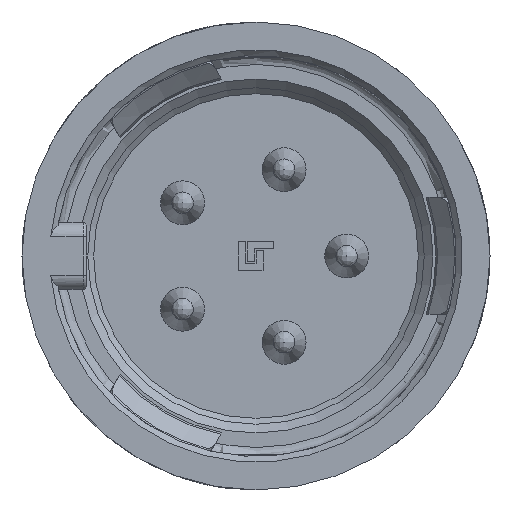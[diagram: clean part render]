
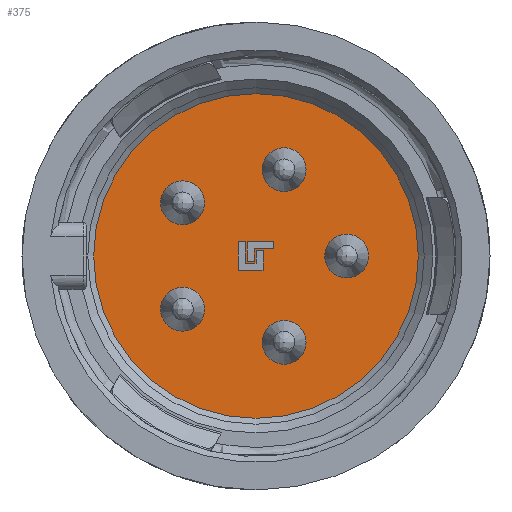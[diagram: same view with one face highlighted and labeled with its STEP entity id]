
A CAD part, left-side view. The second image highlights one B-rep face of the part: STEP entity #375.
In plain terms, the highlighted planar face has unit normal (-1, 0, 0).
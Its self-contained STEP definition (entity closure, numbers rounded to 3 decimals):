
#207=FACE_BOUND('',#806,.T.);
#208=FACE_BOUND('',#807,.T.);
#209=FACE_BOUND('',#808,.T.);
#210=FACE_BOUND('',#809,.T.);
#211=FACE_BOUND('',#810,.T.);
#212=FACE_BOUND('',#811,.T.);
#213=FACE_BOUND('',#812,.T.);
#214=FACE_BOUND('',#813,.T.);
#312=PLANE('',#3344);
#375=ADVANCED_FACE('',(#207,#208,#209,#210,#211,#212,#213,#214),#312,.F.);
#806=EDGE_LOOP('',(#1474));
#807=EDGE_LOOP('',(#1475));
#808=EDGE_LOOP('',(#1476));
#809=EDGE_LOOP('',(#1477));
#810=EDGE_LOOP('',(#1478));
#811=EDGE_LOOP('',(#1479,#1480,#1481,#1482,#1483,#1484));
#812=EDGE_LOOP('',(#1485,#1486,#1487,#1488,#1489,#1490,#1491,#1492));
#813=EDGE_LOOP('',(#1493));
#1194=CIRCLE('',#3338,0.75);
#1195=CIRCLE('',#3339,0.75);
#1196=CIRCLE('',#3340,0.75);
#1197=CIRCLE('',#3341,0.75);
#1198=CIRCLE('',#3342,0.75);
#1199=CIRCLE('',#3343,5.55);
#1474=ORIENTED_EDGE('',*,*,#2654,.T.);
#1475=ORIENTED_EDGE('',*,*,#2655,.T.);
#1476=ORIENTED_EDGE('',*,*,#2656,.T.);
#1477=ORIENTED_EDGE('',*,*,#2657,.T.);
#1478=ORIENTED_EDGE('',*,*,#2658,.T.);
#1479=ORIENTED_EDGE('',*,*,#2659,.T.);
#1480=ORIENTED_EDGE('',*,*,#2660,.T.);
#1481=ORIENTED_EDGE('',*,*,#2661,.T.);
#1482=ORIENTED_EDGE('',*,*,#2662,.T.);
#1483=ORIENTED_EDGE('',*,*,#2663,.T.);
#1484=ORIENTED_EDGE('',*,*,#2664,.T.);
#1485=ORIENTED_EDGE('',*,*,#2665,.T.);
#1486=ORIENTED_EDGE('',*,*,#2666,.T.);
#1487=ORIENTED_EDGE('',*,*,#2667,.T.);
#1488=ORIENTED_EDGE('',*,*,#2668,.T.);
#1489=ORIENTED_EDGE('',*,*,#2669,.T.);
#1490=ORIENTED_EDGE('',*,*,#2670,.T.);
#1491=ORIENTED_EDGE('',*,*,#2671,.T.);
#1492=ORIENTED_EDGE('',*,*,#2672,.T.);
#1493=ORIENTED_EDGE('',*,*,#2673,.T.);
#2357=VERTEX_POINT('',#5367);
#2358=VERTEX_POINT('',#5369);
#2359=VERTEX_POINT('',#5371);
#2360=VERTEX_POINT('',#5373);
#2361=VERTEX_POINT('',#5375);
#2362=VERTEX_POINT('',#5377);
#2363=VERTEX_POINT('',#5378);
#2364=VERTEX_POINT('',#5380);
#2365=VERTEX_POINT('',#5382);
#2366=VERTEX_POINT('',#5384);
#2367=VERTEX_POINT('',#5386);
#2368=VERTEX_POINT('',#5389);
#2369=VERTEX_POINT('',#5390);
#2370=VERTEX_POINT('',#5392);
#2371=VERTEX_POINT('',#5394);
#2372=VERTEX_POINT('',#5396);
#2373=VERTEX_POINT('',#5398);
#2374=VERTEX_POINT('',#5400);
#2375=VERTEX_POINT('',#5402);
#2376=VERTEX_POINT('',#5405);
#2654=EDGE_CURVE('',#2357,#2357,#1194,.T.);
#2655=EDGE_CURVE('',#2358,#2358,#1195,.T.);
#2656=EDGE_CURVE('',#2359,#2359,#1196,.T.);
#2657=EDGE_CURVE('',#2360,#2360,#1197,.T.);
#2658=EDGE_CURVE('',#2361,#2361,#1198,.T.);
#2659=EDGE_CURVE('',#2362,#2363,#3025,.T.);
#2660=EDGE_CURVE('',#2363,#2364,#3026,.T.);
#2661=EDGE_CURVE('',#2364,#2365,#3027,.T.);
#2662=EDGE_CURVE('',#2365,#2366,#3028,.T.);
#2663=EDGE_CURVE('',#2366,#2367,#3029,.T.);
#2664=EDGE_CURVE('',#2367,#2362,#3030,.T.);
#2665=EDGE_CURVE('',#2368,#2369,#3031,.T.);
#2666=EDGE_CURVE('',#2369,#2370,#3032,.T.);
#2667=EDGE_CURVE('',#2370,#2371,#3033,.T.);
#2668=EDGE_CURVE('',#2371,#2372,#3034,.T.);
#2669=EDGE_CURVE('',#2372,#2373,#3035,.T.);
#2670=EDGE_CURVE('',#2373,#2374,#3036,.T.);
#2671=EDGE_CURVE('',#2374,#2375,#3037,.T.);
#2672=EDGE_CURVE('',#2375,#2368,#3038,.T.);
#2673=EDGE_CURVE('',#2376,#2376,#1199,.T.);
#3025=LINE('',#5376,#3181);
#3026=LINE('',#5379,#3182);
#3027=LINE('',#5381,#3183);
#3028=LINE('',#5383,#3184);
#3029=LINE('',#5385,#3185);
#3030=LINE('',#5387,#3186);
#3031=LINE('',#5388,#3187);
#3032=LINE('',#5391,#3188);
#3033=LINE('',#5393,#3189);
#3034=LINE('',#5395,#3190);
#3035=LINE('',#5397,#3191);
#3036=LINE('',#5399,#3192);
#3037=LINE('',#5401,#3193);
#3038=LINE('',#5403,#3194);
#3181=VECTOR('',#3821,1.);
#3182=VECTOR('',#3822,1.);
#3183=VECTOR('',#3823,1.);
#3184=VECTOR('',#3824,1.);
#3185=VECTOR('',#3825,1.);
#3186=VECTOR('',#3826,1.);
#3187=VECTOR('',#3827,1.);
#3188=VECTOR('',#3828,1.);
#3189=VECTOR('',#3829,1.);
#3190=VECTOR('',#3830,1.);
#3191=VECTOR('',#3831,1.);
#3192=VECTOR('',#3832,1.);
#3193=VECTOR('',#3833,1.);
#3194=VECTOR('',#3834,1.);
#3338=AXIS2_PLACEMENT_3D('',#5366,#3811,#3812);
#3339=AXIS2_PLACEMENT_3D('',#5368,#3813,#3814);
#3340=AXIS2_PLACEMENT_3D('',#5370,#3815,#3816);
#3341=AXIS2_PLACEMENT_3D('',#5372,#3817,#3818);
#3342=AXIS2_PLACEMENT_3D('',#5374,#3819,#3820);
#3343=AXIS2_PLACEMENT_3D('',#5404,#3835,#3836);
#3344=AXIS2_PLACEMENT_3D('',#5406,#3837,#3838);
#3811=DIRECTION('',(1.,0.,0.));
#3812=DIRECTION('',(0.,0.,-1.));
#3813=DIRECTION('',(1.,0.,0.));
#3814=DIRECTION('',(0.,0.,-1.));
#3815=DIRECTION('',(1.,0.,0.));
#3816=DIRECTION('',(0.,0.,-1.));
#3817=DIRECTION('',(1.,0.,0.));
#3818=DIRECTION('',(0.,0.,-1.));
#3819=DIRECTION('',(1.,0.,0.));
#3820=DIRECTION('',(0.,0.,-1.));
#3821=DIRECTION('',(0.,0.,1.));
#3822=DIRECTION('',(0.,-1.,0.));
#3823=DIRECTION('',(0.,0.,-1.));
#3824=DIRECTION('',(0.,1.,0.));
#3825=DIRECTION('',(0.,0.,-1.));
#3826=DIRECTION('',(0.,1.,0.));
#3827=DIRECTION('',(0.,1.,0.));
#3828=DIRECTION('',(0.,0.,1.));
#3829=DIRECTION('',(0.,-1.,0.));
#3830=DIRECTION('',(0.,0.,-1.));
#3831=DIRECTION('',(0.,-1.,0.));
#3832=DIRECTION('',(0.,0.,1.));
#3833=DIRECTION('',(0.,-1.,0.));
#3834=DIRECTION('',(0.,0.,-1.));
#3835=DIRECTION('',(-1.,0.,0.));
#3836=DIRECTION('',(0.,0.,-1.));
#3837=DIRECTION('',(1.,0.,0.));
#3838=DIRECTION('',(0.,0.,-1.));
#5366=CARTESIAN_POINT('',(-2.2,-0.96,2.95));
#5367=CARTESIAN_POINT('',(-2.2,-0.96,2.2));
#5368=CARTESIAN_POINT('',(-2.2,2.51,1.82));
#5369=CARTESIAN_POINT('',(-2.2,2.51,1.07));
#5370=CARTESIAN_POINT('',(-2.2,-3.1,0.));
#5371=CARTESIAN_POINT('',(-2.2,-3.1,-0.75));
#5372=CARTESIAN_POINT('',(-2.2,-0.96,-2.95));
#5373=CARTESIAN_POINT('',(-2.2,-0.96,-3.7));
#5374=CARTESIAN_POINT('',(-2.2,2.51,-1.82));
#5375=CARTESIAN_POINT('',(-2.2,2.51,-2.57));
#5376=CARTESIAN_POINT('',(-2.2,0.3,-0.19));
#5377=CARTESIAN_POINT('',(-2.2,0.3,-0.19));
#5378=CARTESIAN_POINT('',(-2.2,0.3,0.49));
#5379=CARTESIAN_POINT('',(-2.2,0.3,0.49));
#5380=CARTESIAN_POINT('',(-2.2,-0.6,0.49));
#5381=CARTESIAN_POINT('',(-2.2,-0.6,0.49));
#5382=CARTESIAN_POINT('',(-2.2,-0.6,0.25));
#5383=CARTESIAN_POINT('',(-2.2,-0.6,0.25));
#5384=CARTESIAN_POINT('',(-2.2,0.06,0.25));
#5385=CARTESIAN_POINT('',(-2.2,0.06,0.25));
#5386=CARTESIAN_POINT('',(-2.2,0.06,-0.19));
#5387=CARTESIAN_POINT('',(-2.2,0.06,-0.19));
#5388=CARTESIAN_POINT('',(-2.2,-0.24,-0.49));
#5389=CARTESIAN_POINT('',(-2.2,-0.24,-0.49));
#5390=CARTESIAN_POINT('',(-2.2,0.6,-0.49));
#5391=CARTESIAN_POINT('',(-2.2,0.6,-0.49));
#5392=CARTESIAN_POINT('',(-2.2,0.6,0.49));
#5393=CARTESIAN_POINT('',(-2.2,0.6,0.49));
#5394=CARTESIAN_POINT('',(-2.2,0.36,0.49));
#5395=CARTESIAN_POINT('',(-2.2,0.36,0.49));
#5396=CARTESIAN_POINT('',(-2.2,0.36,-0.25));
#5397=CARTESIAN_POINT('',(-2.2,0.36,-0.25));
#5398=CARTESIAN_POINT('',(-2.2,0.,-0.25));
#5399=CARTESIAN_POINT('',(-2.2,0.,-0.25));
#5400=CARTESIAN_POINT('',(-2.2,0.,0.19));
#5401=CARTESIAN_POINT('',(-2.2,0.,0.19));
#5402=CARTESIAN_POINT('',(-2.2,-0.24,0.19));
#5403=CARTESIAN_POINT('',(-2.2,-0.24,0.19));
#5404=CARTESIAN_POINT('',(-2.2,0.,0.));
#5405=CARTESIAN_POINT('',(-2.2,0.,-5.55));
#5406=CARTESIAN_POINT('',(-2.2,0.,0.));
